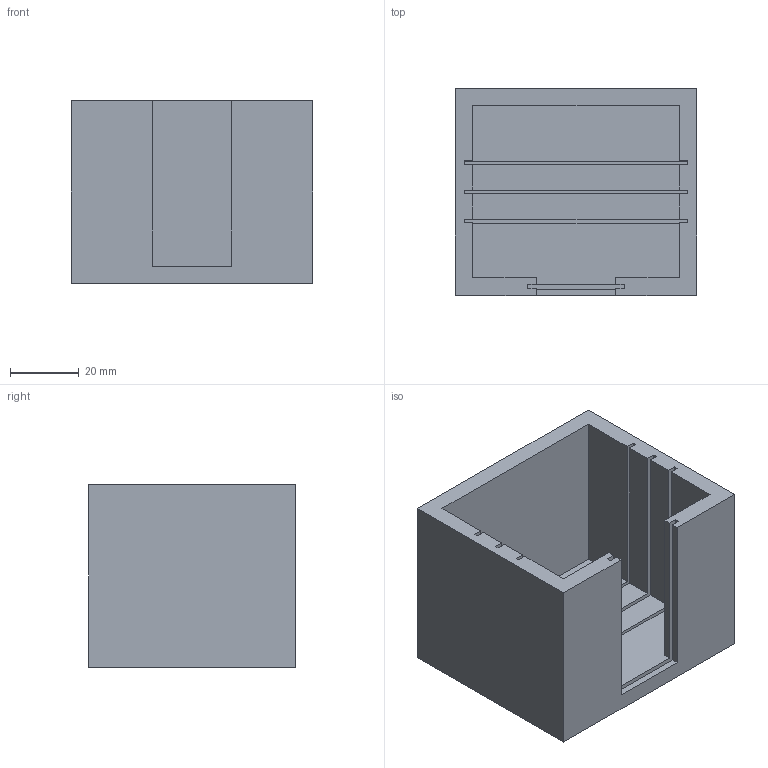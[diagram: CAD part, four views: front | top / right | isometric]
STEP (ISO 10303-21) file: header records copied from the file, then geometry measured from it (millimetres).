
FILE_DESCRIPTION (( 'STEP AP214' ), '1' );
FILE_NAME ('Behälter für Baugruppe 2.1.STEP', '2022-08-26T08:22:32', ( '' ), ( '' ), 'SwSTEP 2.0', 'SolidWorks 2022', '' );
FILE_SCHEMA (( 'AUTOMOTIVE_DESIGN' ));
Length unit declared in the file: millimetre
Products named in the file (1): Behälter für Baugruppe 2.1
Bounding box: 70 x 60 x 53 mm (x, y, z)
Volume: 67662.4 mm3; surface area: 34223.9 mm2
Topology: 1 solids, 1 shells, 51 faces, 144 edges, 96 vertices
Faces by surface type: plane 51
Entity records: 1652 total; most frequent: CARTESIAN_POINT 292, ORIENTED_EDGE 288, DIRECTION 248, LINE 144, EDGE_CURVE 144, VECTOR 144, VERTEX_POINT 96, AXIS2_PLACEMENT_3D 52
